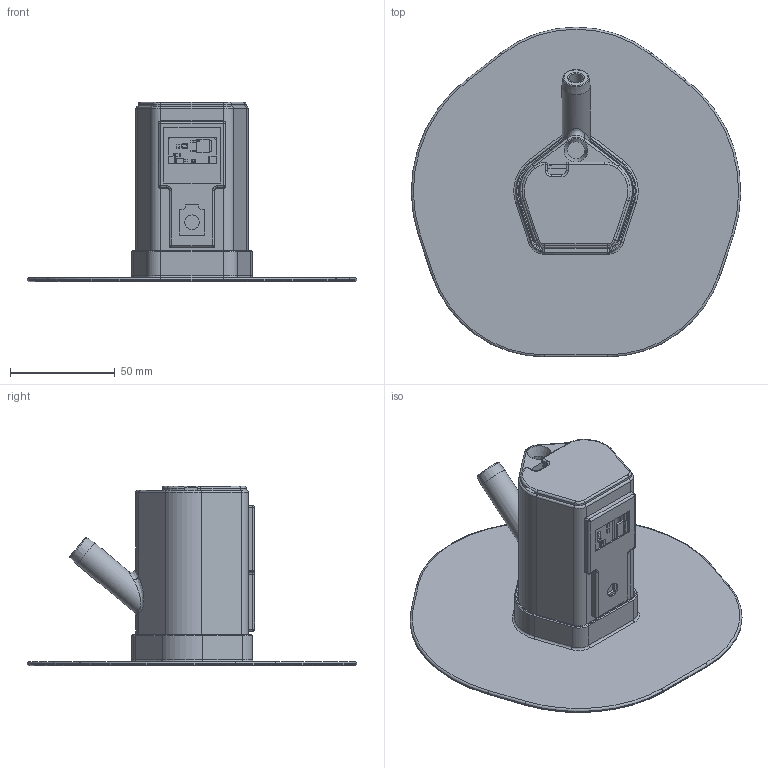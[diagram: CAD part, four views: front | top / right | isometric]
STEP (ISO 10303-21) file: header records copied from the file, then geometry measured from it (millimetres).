
FILE_DESCRIPTION(/* description */ (''),/* implementation_level */ '2;1');
FILE_NAME(/* name */ 'Gnome_portable_21700 v20.step',/* time_stamp */ '2024-10-22T14:20:43-03:00',/* author */ (''),/* organization */ (''),/* preprocessor_version */ 'ST-DEVELOPER v20',/* originating_system */ 'Autodesk Translation Framework v13.20.0.188',/* authorisation */ '');
FILE_SCHEMA (('AUTOMOTIVE_DESIGN { 1 0 10303 214 3 1 1 }'));
Length unit declared in the file: millimetre
Products named in the file (14): Gnome_portable_21700; Component1; Component2; 3D_step; Board_3D_step; CAPP_0805_M; 293D104X0035A2TE3; LED_0805(2012_Metric)_M_Red; RES_0805_M; 2N7002,215; FDD86250-F085; FD2024S; AMS1117-3.3V; BM04B-GHS-TBT(LF)(SN)
Assembly tree (35 placements, depth 3):
  Gnome_portable_21700
    Component1
    Component2
    3D_step
      Board_3D_step
      CAPP_0805_M  x5
      293D104X0035A2TE3
      LED_0805(2012_Metric)_M_Red
      RES_0805_M  x19
      2N7002,215
      FDD86250-F085
      FD2024S
      AMS1117-3.3V
      BM04B-GHS-TBT(LF)(SN)
Bounding box: 157.59 x 157.79 x 86 mm (x, y, z)
Volume: 184893 mm3; surface area: 117743.1 mm2
Topology: 117 solids, 117 shells, 1969 faces, 4569 edges, 2633 vertices
Faces by surface type: plane 945, cylinder 742, sphere 210, torus 36, cone 25, bspline 11
Full cylindrical faces by diameter (mm): 0.234 x2, 0.296 x2, 0.688 x2, 0.765 x2, 1.053 x1, 6.8 x1, 7 x1, 8.3 x1, 9.139 x1, 13.4 x1
Entity records: 27789 total; most frequent: CARTESIAN_POINT 5331, DIRECTION 4773, ORIENTED_EDGE 4390, EDGE_CURVE 2195, AXIS2_PLACEMENT_3D 1633, LINE 1507, VECTOR 1507, VERTEX_POINT 1369
